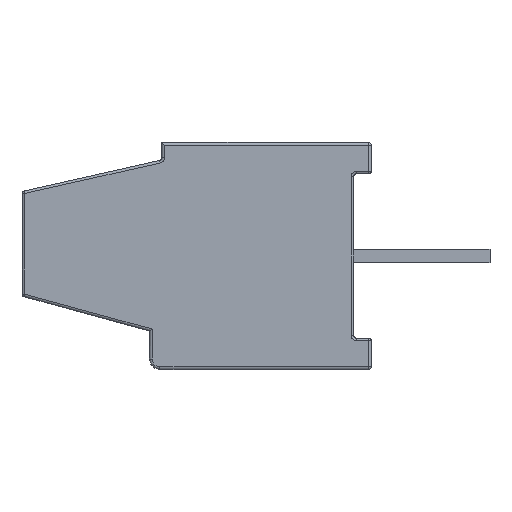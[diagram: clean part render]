
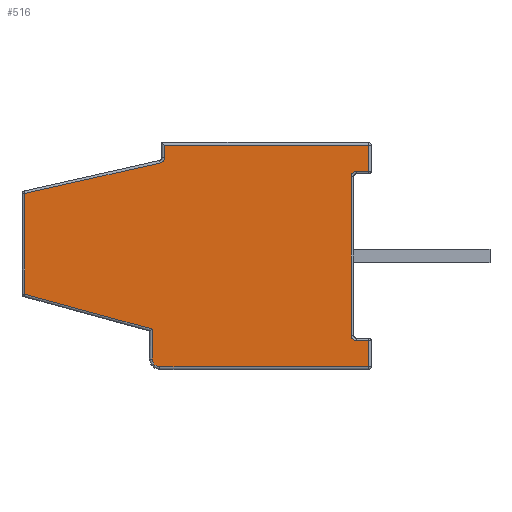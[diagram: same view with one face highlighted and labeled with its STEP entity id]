
A CAD part, left-side view. The second image highlights one B-rep face of the part: STEP entity #516.
In plain terms, the highlighted planar face has unit normal (-1, 0, 0).
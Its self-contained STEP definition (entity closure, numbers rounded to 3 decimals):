
#14 = EDGE_CURVE ( 'NONE', #9924, #6242, #6774, .T. ) ;
#94 = CIRCLE ( 'NONE', #5073, 0.225 ) ;
#164 = CARTESIAN_POINT ( 'NONE',  ( -9.12, -2.275, -9.425 ) ) ;
#210 = LINE ( 'NONE', #2861, #7899 ) ;
#258 = AXIS2_PLACEMENT_3D ( 'NONE', #8100, #5210, #2958 ) ;
#262 = CIRCLE ( 'NONE', #2419, 0.15 ) ;
#362 = ORIENTED_EDGE ( 'NONE', *, *, #14, .T. ) ;
#394 = ORIENTED_EDGE ( 'NONE', *, *, #1039, .T. ) ;
#411 = CARTESIAN_POINT ( 'NONE',  ( -9.12, 2.275, -9.575 ) ) ;
#445 = CARTESIAN_POINT ( 'NONE',  ( -9.12, 0., -9.425 ) ) ;
#510 = CARTESIAN_POINT ( 'NONE',  ( -9.12, -2.81, -4.075 ) ) ;
#516 = ADVANCED_FACE ( 'NONE', ( #3932 ), #3463, .T. ) ;
#534 = DIRECTION ( 'NONE',  ( -1., 0., 0. ) ) ;
#619 = LINE ( 'NONE', #9267, #7690 ) ;
#664 = VECTOR ( 'NONE', #5810, 1000. ) ;
#715 = VECTOR ( 'NONE', #4983, 1000. ) ;
#832 = VECTOR ( 'NONE', #7391, 1000. ) ;
#880 = VECTOR ( 'NONE', #9768, 1000. ) ;
#965 = DIRECTION ( 'NONE',  ( 0., 0., -1. ) ) ;
#1039 = EDGE_CURVE ( 'NONE', #3594, #9945, #6910, .T. ) ;
#1069 = CARTESIAN_POINT ( 'NONE',  ( -9.12, 0., -3.725 ) ) ;
#1283 = CIRCLE ( 'NONE', #7544, 0.15 ) ;
#1335 = ORIENTED_EDGE ( 'NONE', *, *, #4718, .T. ) ;
#1343 = ORIENTED_EDGE ( 'NONE', *, *, #3721, .T. ) ;
#1415 = CARTESIAN_POINT ( 'NONE',  ( -9.12, -2.664, -3.958 ) ) ;
#1422 = CARTESIAN_POINT ( 'NONE',  ( -9.12, -3.175, 0. ) ) ;
#1912 = EDGE_CURVE ( 'NONE', #2126, #7755, #3303, .T. ) ;
#2004 = EDGE_CURVE ( 'NONE', #7755, #7262, #6800, .T. ) ;
#2062 = EDGE_CURVE ( 'NONE', #8390, #4811, #262, .T. ) ;
#2126 = VERTEX_POINT ( 'NONE', #7467 ) ;
#2154 = DIRECTION ( 'NONE',  ( -1., 0., 0. ) ) ;
#2333 = DIRECTION ( 'NONE',  ( -1., 0., 0. ) ) ;
#2419 = AXIS2_PLACEMENT_3D ( 'NONE', #7731, #2333, #3795 ) ;
#2505 = ORIENTED_EDGE ( 'NONE', *, *, #5113, .T. ) ;
#2612 = CARTESIAN_POINT ( 'NONE',  ( -9.12, 2.425, -9.575 ) ) ;
#2861 = CARTESIAN_POINT ( 'NONE',  ( -9.12, 3.175, 0. ) ) ;
#2958 = DIRECTION ( 'NONE',  ( 0., 0., 1. ) ) ;
#3036 = CARTESIAN_POINT ( 'NONE',  ( -9.12, -3.175, -9.925 ) ) ;
#3062 = LINE ( 'NONE', #6180, #3548 ) ;
#3136 = VERTEX_POINT ( 'NONE', #510 ) ;
#3205 = CARTESIAN_POINT ( 'NONE',  ( -9.12, -2.425, 0. ) ) ;
#3282 = CARTESIAN_POINT ( 'NONE',  ( -9.12, 2.425, -9.925 ) ) ;
#3303 = LINE ( 'NONE', #5208, #4869 ) ;
#3427 = CARTESIAN_POINT ( 'NONE',  ( -9.12, 2.275, -9.425 ) ) ;
#3463 = PLANE ( 'NONE',  #6030 ) ;
#3485 = ORIENTED_EDGE ( 'NONE', *, *, #7430, .F. ) ;
#3548 = VECTOR ( 'NONE', #4751, 1000. ) ;
#3594 = VERTEX_POINT ( 'NONE', #1415 ) ;
#3721 = EDGE_CURVE ( 'NONE', #8588, #5106, #94, .T. ) ;
#3793 = EDGE_CURVE ( 'NONE', #5106, #9299, #210, .T. ) ;
#3795 = DIRECTION ( 'NONE',  ( 0., 0., 1. ) ) ;
#3932 = FACE_OUTER_BOUND ( 'NONE', #5891, .T. ) ;
#4397 = CARTESIAN_POINT ( 'NONE',  ( -9.12, 2.425, 0. ) ) ;
#4666 = ORIENTED_EDGE ( 'NONE', *, *, #2004, .T. ) ;
#4682 = ORIENTED_EDGE ( 'NONE', *, *, #6838, .T. ) ;
#4718 = EDGE_CURVE ( 'NONE', #7262, #3136, #3062, .T. ) ;
#4740 = CARTESIAN_POINT ( 'NONE',  ( -9.12, -1.688, 0.38 ) ) ;
#4751 = DIRECTION ( 'NONE',  ( 0., 1., 0. ) ) ;
#4811 = VERTEX_POINT ( 'NONE', #164 ) ;
#4824 = CARTESIAN_POINT ( 'NONE',  ( -9.12, -1.79, -0.075 ) ) ;
#4869 = VECTOR ( 'NONE', #8337, 1000. ) ;
#4881 = ORIENTED_EDGE ( 'NONE', *, *, #5746, .T. ) ;
#4890 = ORIENTED_EDGE ( 'NONE', *, *, #9545, .T. ) ;
#4967 = VERTEX_POINT ( 'NONE', #3427 ) ;
#4983 = DIRECTION ( 'NONE',  ( 0., 1., 0. ) ) ;
#4998 = CARTESIAN_POINT ( 'NONE',  ( -9.12, 0., 0. ) ) ;
#5073 = AXIS2_PLACEMENT_3D ( 'NONE', #9078, #2154, #8377 ) ;
#5075 = DIRECTION ( 'NONE',  ( -1., 0., 0. ) ) ;
#5106 = VERTEX_POINT ( 'NONE', #5449 ) ;
#5113 = EDGE_CURVE ( 'NONE', #9299, #7332, #6523, .T. ) ;
#5114 = CARTESIAN_POINT ( 'NONE',  ( -9.12, 0.997, 0.273 ) ) ;
#5208 = CARTESIAN_POINT ( 'NONE',  ( -9.12, 0., -9.925 ) ) ;
#5210 = DIRECTION ( 'NONE',  ( -1., 0., 0. ) ) ;
#5248 = CARTESIAN_POINT ( 'NONE',  ( -9.12, 3.175, -9.925 ) ) ;
#5449 = CARTESIAN_POINT ( 'NONE',  ( -9.12, 3.175, -3.95 ) ) ;
#5478 = DIRECTION ( 'NONE',  ( 0., 1., 0. ) ) ;
#5746 = EDGE_CURVE ( 'NONE', #7332, #7919, #9636, .T. ) ;
#5810 = DIRECTION ( 'NONE',  ( 0., 0.264, -0.964 ) ) ;
#5891 = EDGE_LOOP ( 'NONE', ( #4890, #7921, #4666, #1335, #6718, #394, #6125, #362, #4682, #1343, #8647, #2505, #4881, #3485, #7520, #7363 ) ) ;
#6030 = AXIS2_PLACEMENT_3D ( 'NONE', #4998, #534, #8992 ) ;
#6066 = EDGE_CURVE ( 'NONE', #9945, #9924, #619, .T. ) ;
#6125 = ORIENTED_EDGE ( 'NONE', *, *, #6066, .T. ) ;
#6128 = CARTESIAN_POINT ( 'NONE',  ( -9.12, -3.175, -4.075 ) ) ;
#6180 = CARTESIAN_POINT ( 'NONE',  ( -9.12, 0., -4.075 ) ) ;
#6242 = VERTEX_POINT ( 'NONE', #6868 ) ;
#6523 = LINE ( 'NONE', #7726, #7960 ) ;
#6537 = EDGE_CURVE ( 'NONE', #4967, #4811, #6949, .T. ) ;
#6718 = ORIENTED_EDGE ( 'NONE', *, *, #9247, .F. ) ;
#6743 = DIRECTION ( 'NONE',  ( 0., 0., 1. ) ) ;
#6774 = LINE ( 'NONE', #5114, #664 ) ;
#6800 = LINE ( 'NONE', #1422, #8598 ) ;
#6820 = DIRECTION ( 'NONE',  ( 0., 0., -1. ) ) ;
#6838 = EDGE_CURVE ( 'NONE', #6242, #8588, #8283, .T. ) ;
#6863 = CIRCLE ( 'NONE', #258, 0.15 ) ;
#6868 = CARTESIAN_POINT ( 'NONE',  ( -9.12, 2.093, -3.725 ) ) ;
#6910 = LINE ( 'NONE', #4740, #9813 ) ;
#6927 = CARTESIAN_POINT ( 'NONE',  ( -9.12, -2.425, -9.575 ) ) ;
#6949 = LINE ( 'NONE', #445, #832 ) ;
#7078 = DIRECTION ( 'NONE',  ( 0., 0.22, 0.976 ) ) ;
#7101 = CARTESIAN_POINT ( 'NONE',  ( -9.12, 1.093, -0.075 ) ) ;
#7262 = VERTEX_POINT ( 'NONE', #6128 ) ;
#7332 = VERTEX_POINT ( 'NONE', #3282 ) ;
#7363 = ORIENTED_EDGE ( 'NONE', *, *, #2062, .F. ) ;
#7369 = CARTESIAN_POINT ( 'NONE',  ( -9.12, 2.95, -3.725 ) ) ;
#7391 = DIRECTION ( 'NONE',  ( 0., -1., 0. ) ) ;
#7430 = EDGE_CURVE ( 'NONE', #4967, #7919, #1283, .T. ) ;
#7467 = CARTESIAN_POINT ( 'NONE',  ( -9.12, -2.425, -9.925 ) ) ;
#7520 = ORIENTED_EDGE ( 'NONE', *, *, #6537, .T. ) ;
#7544 = AXIS2_PLACEMENT_3D ( 'NONE', #411, #5075, #8108 ) ;
#7690 = VECTOR ( 'NONE', #5478, 1000. ) ;
#7726 = CARTESIAN_POINT ( 'NONE',  ( -9.12, 0., -9.925 ) ) ;
#7731 = CARTESIAN_POINT ( 'NONE',  ( -9.12, -2.275, -9.575 ) ) ;
#7755 = VERTEX_POINT ( 'NONE', #3036 ) ;
#7798 = DIRECTION ( 'NONE',  ( 0., -1., 0. ) ) ;
#7899 = VECTOR ( 'NONE', #6820, 1000. ) ;
#7919 = VERTEX_POINT ( 'NONE', #2612 ) ;
#7921 = ORIENTED_EDGE ( 'NONE', *, *, #1912, .T. ) ;
#7960 = VECTOR ( 'NONE', #7798, 1000. ) ;
#8100 = CARTESIAN_POINT ( 'NONE',  ( -9.12, -2.81, -3.925 ) ) ;
#8108 = DIRECTION ( 'NONE',  ( 0., 0., 1. ) ) ;
#8165 = LINE ( 'NONE', #3205, #9962 ) ;
#8283 = LINE ( 'NONE', #1069, #715 ) ;
#8337 = DIRECTION ( 'NONE',  ( 0., -1., 0. ) ) ;
#8377 = DIRECTION ( 'NONE',  ( 0., 0., 1. ) ) ;
#8390 = VERTEX_POINT ( 'NONE', #6927 ) ;
#8588 = VERTEX_POINT ( 'NONE', #7369 ) ;
#8598 = VECTOR ( 'NONE', #6743, 1000. ) ;
#8647 = ORIENTED_EDGE ( 'NONE', *, *, #3793, .T. ) ;
#8992 = DIRECTION ( 'NONE',  ( 0., 0., 1. ) ) ;
#9078 = CARTESIAN_POINT ( 'NONE',  ( -9.12, 2.95, -3.95 ) ) ;
#9247 = EDGE_CURVE ( 'NONE', #3594, #3136, #6863, .T. ) ;
#9267 = CARTESIAN_POINT ( 'NONE',  ( -9.12, 0., -0.075 ) ) ;
#9299 = VERTEX_POINT ( 'NONE', #5248 ) ;
#9545 = EDGE_CURVE ( 'NONE', #8390, #2126, #8165, .T. ) ;
#9636 = LINE ( 'NONE', #4397, #880 ) ;
#9768 = DIRECTION ( 'NONE',  ( 0., 0., 1. ) ) ;
#9813 = VECTOR ( 'NONE', #7078, 1000. ) ;
#9924 = VERTEX_POINT ( 'NONE', #7101 ) ;
#9945 = VERTEX_POINT ( 'NONE', #4824 ) ;
#9962 = VECTOR ( 'NONE', #965, 1000. ) ;
